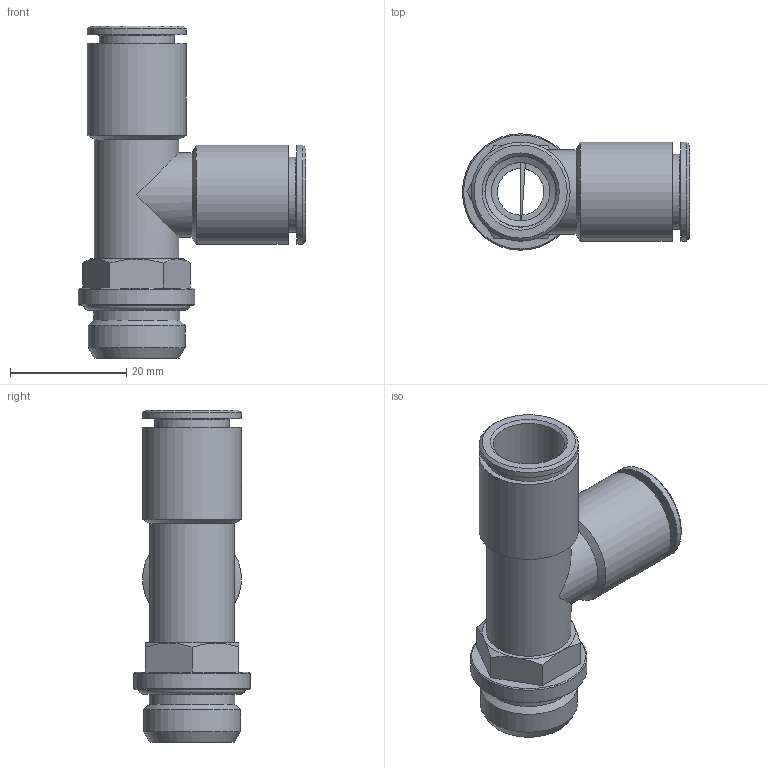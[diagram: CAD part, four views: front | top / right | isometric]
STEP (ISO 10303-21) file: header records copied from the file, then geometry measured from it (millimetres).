
FILE_DESCRIPTION(/* description */ (''),/* implementation_level */ '2;1');
FILE_NAME(/* name */ 'iqstl_3812_g_msv.stp',/* time_stamp */ '2017-10-06T12:41:32+02:00',/* author */ ('Hamoud'),/* organization */ (''),/* preprocessor_version */ 'ST-DEVELOPER v15.6',/* originating_system */ 'Autodesk Inventor LT ',/* authorisation */ '');
FILE_SCHEMA (('AUTOMOTIVE_DESIGN { 1 0 10303 214 3 1 1 }'));
Length unit declared in the file: millimetre
Products named in the file (1): iqstl_3812_g_msv
Bounding box: 39 x 20 x 57 mm (x, y, z)
Volume: 7324.1 mm3; surface area: 10668.3 mm2
Topology: 5 solids, 5 shells, 99 faces, 204 edges, 121 vertices
Faces by surface type: cone 37, cylinder 30, plane 25, torus 7
Full cylindrical faces by diameter (mm): 8 x1, 10 x2, 11 x1, 12.15 x2, 12.2 x2, 12.25 x2, 12.9 x2, 13.5 x2, 14 x2, 14.5 x2, 14.7 x2, 14.75 x1, 15.2 x2, 16.662 x1, 17 x4, 20 x1
Entity records: 2640 total; most frequent: CARTESIAN_POINT 789, DIRECTION 404, ORIENTED_EDGE 252, AXIS2_PLACEMENT_3D 195, EDGE_LOOP 183, EDGE_CURVE 126, VERTEX_POINT 109, FACE_OUTER_BOUND 99
